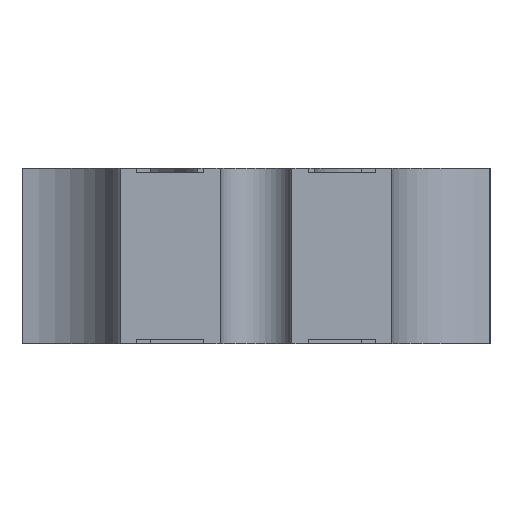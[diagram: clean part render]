
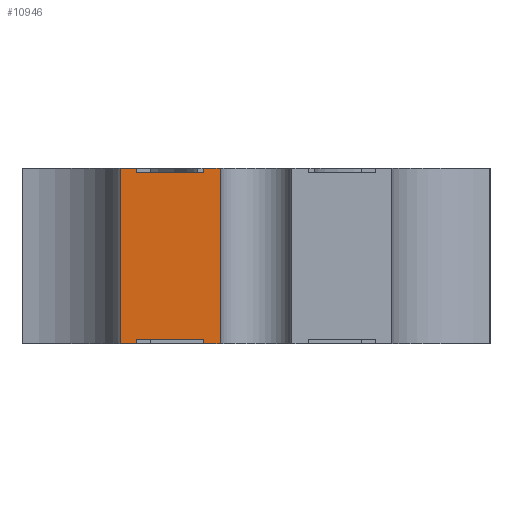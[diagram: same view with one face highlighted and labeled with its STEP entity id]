
A CAD part, left-side view. The second image highlights one B-rep face of the part: STEP entity #10946.
In plain terms, the highlighted planar face has unit normal (-1, 0, 0).
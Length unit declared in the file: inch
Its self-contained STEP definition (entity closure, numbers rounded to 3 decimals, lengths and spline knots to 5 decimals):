
#47 = VERTEX_POINT ( 'NONE', #10144 ) ;
#144 = VECTOR ( 'NONE', #11984, 39.37008 ) ;
#322 = CARTESIAN_POINT ( 'NONE',  ( -0.28, 0.05807, 0.075 ) ) ;
#607 = VECTOR ( 'NONE', #16306, 39.37008 ) ;
#822 = CARTESIAN_POINT ( 'NONE',  ( -0.28, 0., 0.075 ) ) ;
#910 = CARTESIAN_POINT ( 'NONE',  ( -0.28, 0., 0.073 ) ) ;
#944 = VECTOR ( 'NONE', #14674, 39.37008 ) ;
#1126 = CARTESIAN_POINT ( 'NONE',  ( -0.28, 0.0225, 0.073 ) ) ;
#1522 = CARTESIAN_POINT ( 'NONE',  ( -0.28, 0.0153, 0.002 ) ) ;
#1554 = LINE ( 'NONE', #5105, #5030 ) ;
#1675 = VERTEX_POINT ( 'NONE', #4915 ) ;
#1853 = ORIENTED_EDGE ( 'NONE', *, *, #3602, .T. ) ;
#1963 = VECTOR ( 'NONE', #7469, 39.37008 ) ;
#1984 = CARTESIAN_POINT ( 'NONE',  ( -0.28, 0.0225, 0.002 ) ) ;
#2378 = ORIENTED_EDGE ( 'NONE', *, *, #20175, .F. ) ;
#2424 = VERTEX_POINT ( 'NONE', #18747 ) ;
#3033 = LINE ( 'NONE', #19502, #17986 ) ;
#3074 = CARTESIAN_POINT ( 'NONE',  ( -0.28, 0.051, 0.002 ) ) ;
#3602 = EDGE_CURVE ( 'NONE', #2424, #16632, #10361, .T. ) ;
#3900 = CARTESIAN_POINT ( 'NONE',  ( -0.28, 0.051, 0. ) ) ;
#4258 = DIRECTION ( 'NONE',  ( 0., 0., 1. ) ) ;
#4363 = EDGE_CURVE ( 'NONE', #17759, #47, #7158, .T. ) ;
#4767 = CARTESIAN_POINT ( 'NONE',  ( -0.28, 0.0225, 0.073 ) ) ;
#4915 = CARTESIAN_POINT ( 'NONE',  ( -0.28, 0.051, 0.002 ) ) ;
#5030 = VECTOR ( 'NONE', #14681, 39.37008 ) ;
#5075 = DIRECTION ( 'NONE',  ( 0., 0., -1. ) ) ;
#5105 = CARTESIAN_POINT ( 'NONE',  ( -0.28, 0.0153, 0.002 ) ) ;
#5492 = VECTOR ( 'NONE', #9091, 39.37008 ) ;
#5798 = EDGE_CURVE ( 'NONE', #16958, #13612, #3033, .T. ) ;
#6272 = LINE ( 'NONE', #15961, #20947 ) ;
#6705 = ORIENTED_EDGE ( 'NONE', *, *, #21192, .T. ) ;
#6799 = CARTESIAN_POINT ( 'NONE',  ( -0.28, 0.0153, 0.075 ) ) ;
#6853 = ORIENTED_EDGE ( 'NONE', *, *, #13888, .T. ) ;
#7158 = LINE ( 'NONE', #910, #1963 ) ;
#7469 = DIRECTION ( 'NONE',  ( 0., 1., 0. ) ) ;
#8672 = ORIENTED_EDGE ( 'NONE', *, *, #20326, .F. ) ;
#8679 = EDGE_LOOP ( 'NONE', ( #8672, #12675, #6853, #20459, #14555, #20204, #2378, #6705, #1853, #21009, #18380, #9139 ) ) ;
#8912 = CARTESIAN_POINT ( 'NONE',  ( -0.28, 0.0153, 0. ) ) ;
#9000 = VECTOR ( 'NONE', #4258, 39.37008 ) ;
#9091 = DIRECTION ( 'NONE',  ( 0., 1., 0. ) ) ;
#9125 = EDGE_CURVE ( 'NONE', #20876, #12471, #12226, .T. ) ;
#9139 = ORIENTED_EDGE ( 'NONE', *, *, #5798, .T. ) ;
#9437 = EDGE_CURVE ( 'NONE', #12471, #19264, #6272, .T. ) ;
#9691 = DIRECTION ( 'NONE',  ( 0., -1., 0. ) ) ;
#9713 = VERTEX_POINT ( 'NONE', #3900 ) ;
#10006 = VERTEX_POINT ( 'NONE', #8912 ) ;
#10144 = CARTESIAN_POINT ( 'NONE',  ( -0.28, 0.051, 0.073 ) ) ;
#10361 = LINE ( 'NONE', #1984, #144 ) ;
#10821 = LINE ( 'NONE', #17074, #9000 ) ;
#10946 = ADVANCED_FACE ( 'NONE', ( #16255 ), #18305, .F. ) ;
#11218 = DIRECTION ( 'NONE',  ( 0., 0., -1. ) ) ;
#11223 = LINE ( 'NONE', #12633, #944 ) ;
#11984 = DIRECTION ( 'NONE',  ( 0., 0., -1. ) ) ;
#12226 = LINE ( 'NONE', #822, #5492 ) ;
#12471 = VERTEX_POINT ( 'NONE', #322 ) ;
#12481 = AXIS2_PLACEMENT_3D ( 'NONE', #1522, #19597, #5075 ) ;
#12633 = CARTESIAN_POINT ( 'NONE',  ( -0.28, 0.0153, 0. ) ) ;
#12675 = ORIENTED_EDGE ( 'NONE', *, *, #4363, .T. ) ;
#12950 = LINE ( 'NONE', #4767, #16756 ) ;
#13195 = LINE ( 'NONE', #3074, #607 ) ;
#13601 = VECTOR ( 'NONE', #9691, 39.37008 ) ;
#13612 = VERTEX_POINT ( 'NONE', #15373 ) ;
#13888 = EDGE_CURVE ( 'NONE', #47, #20876, #10821, .T. ) ;
#14555 = ORIENTED_EDGE ( 'NONE', *, *, #9437, .T. ) ;
#14646 = CARTESIAN_POINT ( 'NONE',  ( -0.28, 0.0153, 0. ) ) ;
#14674 = DIRECTION ( 'NONE',  ( 0., -1., 0. ) ) ;
#14681 = DIRECTION ( 'NONE',  ( 0., 0., -1. ) ) ;
#14748 = LINE ( 'NONE', #17978, #13601 ) ;
#15373 = CARTESIAN_POINT ( 'NONE',  ( -0.28, 0.0225, 0.075 ) ) ;
#15836 = DIRECTION ( 'NONE',  ( 0., 1., 0. ) ) ;
#15863 = EDGE_CURVE ( 'NONE', #16632, #10006, #16361, .T. ) ;
#15961 = CARTESIAN_POINT ( 'NONE',  ( -0.28, 0.05807, 0.002 ) ) ;
#16140 = DIRECTION ( 'NONE',  ( 0., -1., 0. ) ) ;
#16173 = DIRECTION ( 'NONE',  ( 0., 0., 1. ) ) ;
#16255 = FACE_OUTER_BOUND ( 'NONE', #8679, .T. ) ;
#16306 = DIRECTION ( 'NONE',  ( 0., 0., -1. ) ) ;
#16361 = LINE ( 'NONE', #14646, #20052 ) ;
#16632 = VERTEX_POINT ( 'NONE', #18652 ) ;
#16756 = VECTOR ( 'NONE', #16173, 39.37008 ) ;
#16958 = VERTEX_POINT ( 'NONE', #6799 ) ;
#17074 = CARTESIAN_POINT ( 'NONE',  ( -0.28, 0.051, 0.073 ) ) ;
#17759 = VERTEX_POINT ( 'NONE', #1126 ) ;
#17978 = CARTESIAN_POINT ( 'NONE',  ( -0.28, 0.0225, 0.002 ) ) ;
#17986 = VECTOR ( 'NONE', #15836, 39.37008 ) ;
#17995 = EDGE_CURVE ( 'NONE', #16958, #10006, #1554, .T. ) ;
#18029 = CARTESIAN_POINT ( 'NONE',  ( -0.28, 0.05807, 0. ) ) ;
#18305 = PLANE ( 'NONE',  #12481 ) ;
#18380 = ORIENTED_EDGE ( 'NONE', *, *, #17995, .F. ) ;
#18652 = CARTESIAN_POINT ( 'NONE',  ( -0.28, 0.0225, 0. ) ) ;
#18747 = CARTESIAN_POINT ( 'NONE',  ( -0.28, 0.0225, 0.002 ) ) ;
#19264 = VERTEX_POINT ( 'NONE', #18029 ) ;
#19502 = CARTESIAN_POINT ( 'NONE',  ( -0.28, 0., 0.075 ) ) ;
#19597 = DIRECTION ( 'NONE',  ( 1., 0., 0. ) ) ;
#20032 = CARTESIAN_POINT ( 'NONE',  ( -0.28, 0.051, 0.075 ) ) ;
#20052 = VECTOR ( 'NONE', #16140, 39.37008 ) ;
#20175 = EDGE_CURVE ( 'NONE', #1675, #9713, #13195, .T. ) ;
#20204 = ORIENTED_EDGE ( 'NONE', *, *, #20312, .T. ) ;
#20312 = EDGE_CURVE ( 'NONE', #19264, #9713, #11223, .T. ) ;
#20326 = EDGE_CURVE ( 'NONE', #17759, #13612, #12950, .T. ) ;
#20459 = ORIENTED_EDGE ( 'NONE', *, *, #9125, .T. ) ;
#20876 = VERTEX_POINT ( 'NONE', #20032 ) ;
#20947 = VECTOR ( 'NONE', #11218, 39.37008 ) ;
#21009 = ORIENTED_EDGE ( 'NONE', *, *, #15863, .T. ) ;
#21192 = EDGE_CURVE ( 'NONE', #1675, #2424, #14748, .T. ) ;
